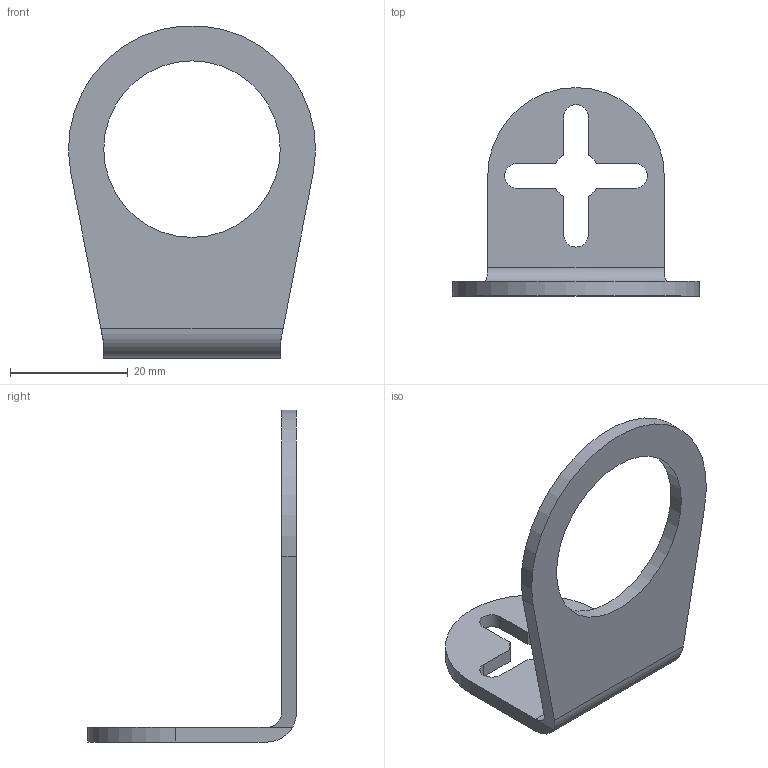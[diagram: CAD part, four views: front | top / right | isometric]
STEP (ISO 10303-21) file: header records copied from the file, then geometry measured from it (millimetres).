
FILE_DESCRIPTION(/* description */ ('STEP AP214'),/* implementation_level */ '2;1');
FILE_NAME(/* name */ 'ipf_z3d_AY000171.stp',/* time_stamp */ '2021-06-21T15:48:29+02:00',/* author */ ('g.aydin'),/* organization */ ('CADENAS'),/* preprocessor_version */ 'ST-DEVELOPER v18.1',/* originating_system */ 'Autodesk Inventor 2021',/* authorisation */ ' ');
FILE_SCHEMA (('AUTOMOTIVE_DESIGN { 1 0 10303 214 3 1 1 }'));
Length unit declared in the file: millimetre
Products named in the file (1): ipf_z3d_AY000171
Bounding box: 41.99 x 35.5 x 56.43 mm (x, y, z)
Volume: 4807.9 mm3; surface area: 4842.9 mm2
Topology: 1 solids, 1 shells, 29 faces, 80 edges, 53 vertices
Faces by surface type: plane 16, cylinder 13
Full cylindrical faces by diameter (mm): 30 x1
Entity records: 984 total; most frequent: DIRECTION 169, CARTESIAN_POINT 163, ORIENTED_EDGE 160, EDGE_CURVE 80, AXIS2_PLACEMENT_3D 59, VERTEX_POINT 53, LINE 51, VECTOR 51
